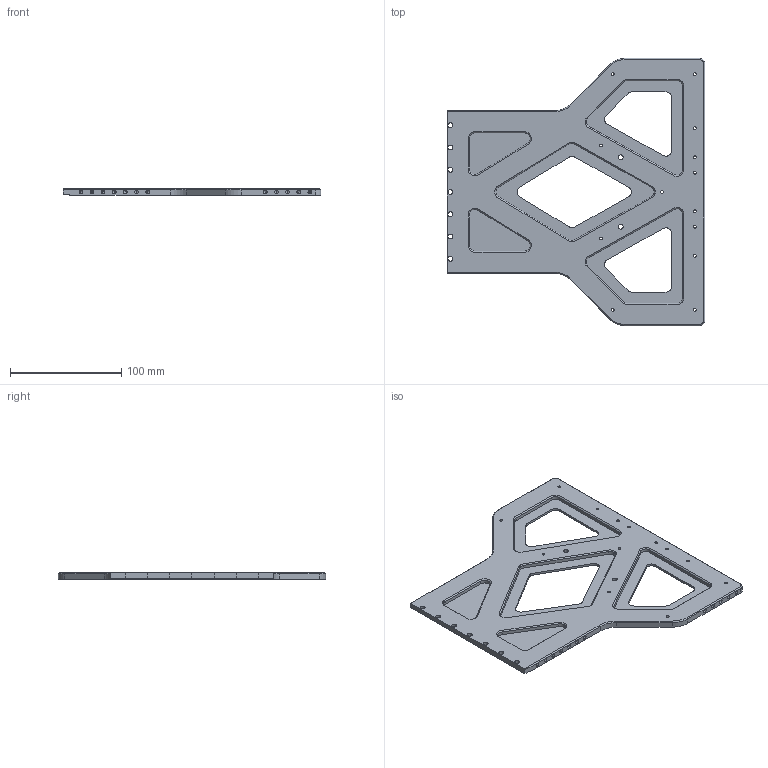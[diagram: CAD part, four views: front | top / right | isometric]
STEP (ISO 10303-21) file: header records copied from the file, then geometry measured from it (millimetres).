
FILE_DESCRIPTION (( 'STEP AP214' ), '1' );
FILE_NAME ('Chest_Front_Rear_Clamp_Plate.STEP', '2025-05-17T13:30:40', ( 'wsy' ), ( '' ), 'SwSTEP 2.0', 'SolidWorks 2020', '' );
FILE_SCHEMA (( 'AUTOMOTIVE_DESIGN' ));
Length unit declared in the file: millimetre
Products named in the file (1): ǻǰа
Bounding box: 231.68 x 240 x 6 mm (x, y, z)
Volume: 161426.2 mm3; surface area: 84897.2 mm2
Topology: 1 solids, 1 shells, 341 faces, 910 edges, 533 vertices
Faces by surface type: cylinder 172, cone 97, plane 72
Entity records: 11772 total; most frequent: CARTESIAN_POINT 2043, DIRECTION 1832, ORIENTED_EDGE 1680, EDGE_CURVE 840, AXIS2_PLACEMENT_3D 694, VERTEX_POINT 533, VECTOR 444, LINE 444
